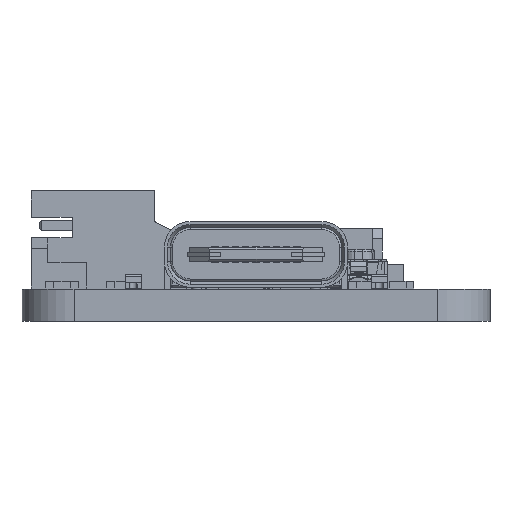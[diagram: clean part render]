
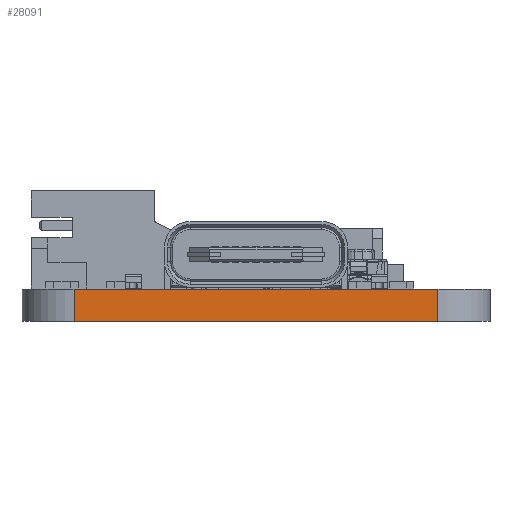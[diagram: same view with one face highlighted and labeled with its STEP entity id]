
A CAD part, left-side view. The second image highlights one B-rep face of the part: STEP entity #28091.
In plain terms, the highlighted planar face has unit normal (-1, 0, 0).
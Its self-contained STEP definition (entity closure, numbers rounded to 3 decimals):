
#715=PLANE('',#30043);
#1819=FACE_OUTER_BOUND('',#3317,.T.);
#3317=EDGE_LOOP('',(#19238,#19239,#19240,#19241));
#5127=LINE('',#40926,#8185);
#5128=LINE('',#40928,#8186);
#5129=LINE('',#40930,#8187);
#5130=LINE('',#40931,#8188);
#8185=VECTOR('',#33049,10.);
#8186=VECTOR('',#33050,10.);
#8187=VECTOR('',#33051,10.);
#8188=VECTOR('',#33052,10.);
#12282=VERTEX_POINT('',#40924);
#12283=VERTEX_POINT('',#40925);
#12284=VERTEX_POINT('',#40927);
#12285=VERTEX_POINT('',#40929);
#15045=EDGE_CURVE('',#12282,#12283,#5127,.T.);
#15046=EDGE_CURVE('',#12283,#12284,#5128,.T.);
#15047=EDGE_CURVE('',#12285,#12284,#5129,.T.);
#15048=EDGE_CURVE('',#12282,#12285,#5130,.T.);
#19238=ORIENTED_EDGE('',*,*,#15045,.T.);
#19239=ORIENTED_EDGE('',*,*,#15046,.T.);
#19240=ORIENTED_EDGE('',*,*,#15047,.F.);
#19241=ORIENTED_EDGE('',*,*,#15048,.F.);
#28091=ADVANCED_FACE('',(#1819),#715,.T.);
#30043=AXIS2_PLACEMENT_3D('',#40923,#33047,#33048);
#33047=DIRECTION('center_axis',(-1.,0.,0.));
#33048=DIRECTION('ref_axis',(0.,-1.,0.));
#33049=DIRECTION('',(0.,-1.,0.));
#33050=DIRECTION('',(0.,0.,1.));
#33051=DIRECTION('',(0.,-1.,0.));
#33052=DIRECTION('',(0.,0.,1.));
#40923=CARTESIAN_POINT('Origin',(0.,20.32,0.));
#40924=CARTESIAN_POINT('',(0.,20.32,0.));
#40925=CARTESIAN_POINT('',(0.,2.54,0.));
#40926=CARTESIAN_POINT('',(0.,20.32,0.));
#40927=CARTESIAN_POINT('',(0.,2.54,1.57));
#40928=CARTESIAN_POINT('',(0.,2.54,0.));
#40929=CARTESIAN_POINT('',(0.,20.32,1.57));
#40930=CARTESIAN_POINT('',(0.,20.32,1.57));
#40931=CARTESIAN_POINT('',(0.,20.32,0.));
